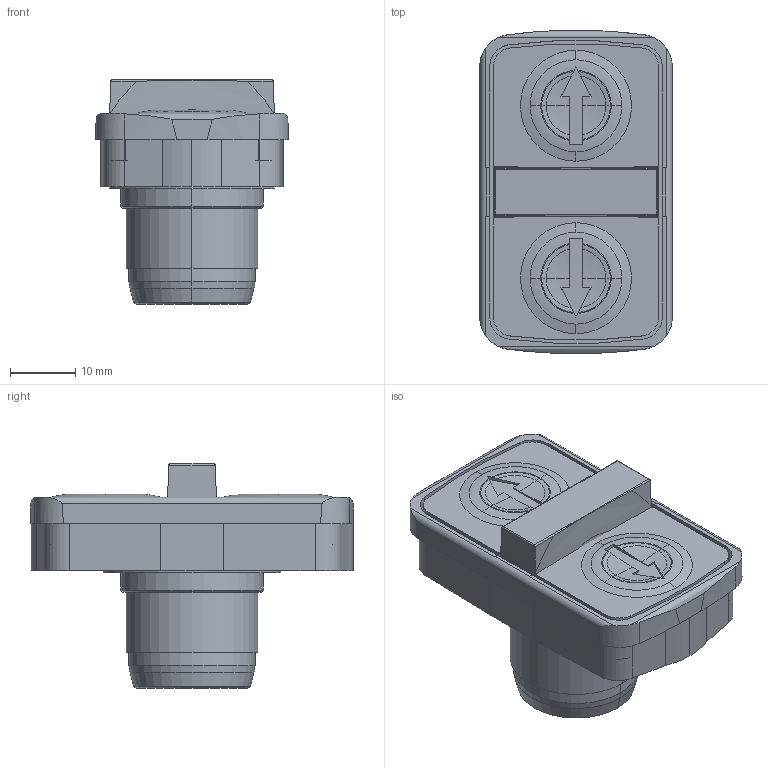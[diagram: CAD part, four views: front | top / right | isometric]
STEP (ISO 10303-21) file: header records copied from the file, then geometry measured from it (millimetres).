
FILE_DESCRIPTION(('STEP AP242'),'1');
FILE_NAME('zb4ba71124.stp','2021-06-21T14:23:02',('TraceParts'),('TraceParts S.A.'),'Spatial InterOp 3D',' ',' ');
FILE_SCHEMA(('AP242_MANAGED_MODEL_BASED_3D_ENGINEERING_MIM_LF {1 0 10303 442 1 1 4}'));
Length unit declared in the file: millimetre
Products named in the file (1): zb4ba71124
Bounding box: 29.43 x 49.43 x 34.3 mm (x, y, z)
Volume: 21104.6 mm3; surface area: 8529.8 mm2
Topology: 1 solids, 1 shells, 167 faces, 453 edges, 298 vertices
Faces by surface type: plane 75, cylinder 60, torus 22, cone 10
Entity records: 5699 total; most frequent: CARTESIAN_POINT 1424, DIRECTION 907, ORIENTED_EDGE 906, EDGE_CURVE 453, AXIS2_PLACEMENT_3D 348, VERTEX_POINT 298, LINE 211, VECTOR 211
